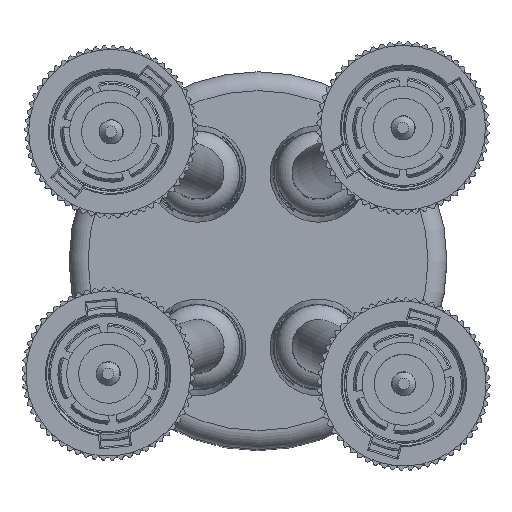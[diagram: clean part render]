
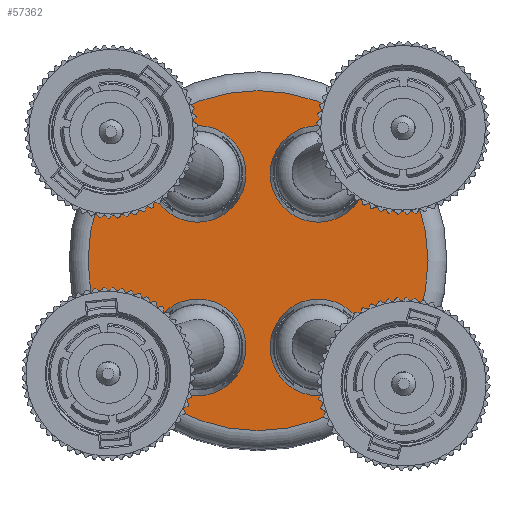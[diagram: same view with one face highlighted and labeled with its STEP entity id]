
A CAD part, top view. The second image highlights one B-rep face of the part: STEP entity #57362.
In plain terms, the highlighted planar face has unit normal (0, 0, 1).
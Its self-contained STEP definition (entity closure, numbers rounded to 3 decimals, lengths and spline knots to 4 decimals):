
#8139=FACE_BOUND('',#12167,.T.);
#8140=FACE_BOUND('',#12168,.T.);
#8141=FACE_BOUND('',#12169,.T.);
#8142=FACE_BOUND('',#12170,.T.);
#8820=FACE_OUTER_BOUND('',#12166,.T.);
#12166=EDGE_LOOP('',(#38846));
#12167=EDGE_LOOP('',(#38847));
#12168=EDGE_LOOP('',(#38848));
#12169=EDGE_LOOP('',(#38849));
#12170=EDGE_LOOP('',(#38850));
#19716=CIRCLE('',#60934,0.16);
#19718=CIRCLE('',#60937,0.16);
#19798=CIRCLE('',#61108,0.16);
#19810=CIRCLE('',#61127,0.16);
#19851=CIRCLE('',#61204,0.5625);
#23641=VERTEX_POINT('',#82676);
#23642=VERTEX_POINT('',#82681);
#23781=VERTEX_POINT('',#83150);
#23788=VERTEX_POINT('',#83183);
#23847=VERTEX_POINT('',#83366);
#28955=EDGE_CURVE('',#23641,#23641,#19716,.T.);
#28958=EDGE_CURVE('',#23642,#23642,#19718,.T.);
#29165=EDGE_CURVE('',#23781,#23781,#19798,.T.);
#29184=EDGE_CURVE('',#23788,#23788,#19810,.T.);
#29271=EDGE_CURVE('',#23847,#23847,#19851,.T.);
#38846=ORIENTED_EDGE('',*,*,#29271,.T.);
#38847=ORIENTED_EDGE('',*,*,#28955,.T.);
#38848=ORIENTED_EDGE('',*,*,#28958,.T.);
#38849=ORIENTED_EDGE('',*,*,#29165,.T.);
#38850=ORIENTED_EDGE('',*,*,#29184,.T.);
#56183=PLANE('',#61206);
#57362=ADVANCED_FACE('',(#8820,#8139,#8140,#8141,#8142),#56183,.T.);
#60934=AXIS2_PLACEMENT_3D('',#82678,#67654,#67655);
#60937=AXIS2_PLACEMENT_3D('',#82683,#67661,#67662);
#61108=AXIS2_PLACEMENT_3D('',#83152,#68114,#68115);
#61127=AXIS2_PLACEMENT_3D('',#83185,#68159,#68160);
#61204=AXIS2_PLACEMENT_3D('',#83367,#68359,#68360);
#61206=AXIS2_PLACEMENT_3D('',#83369,#68363,#68364);
#67654=DIRECTION('center_axis',(0.,0.,-1.));
#67655=DIRECTION('ref_axis',(0.,-1.,0.));
#67661=DIRECTION('center_axis',(0.,0.,-1.));
#67662=DIRECTION('ref_axis',(0.,-1.,0.));
#68114=DIRECTION('center_axis',(0.,0.,-1.));
#68115=DIRECTION('ref_axis',(0.,-1.,0.));
#68159=DIRECTION('center_axis',(0.,0.,-1.));
#68160=DIRECTION('ref_axis',(0.,-1.,0.));
#68359=DIRECTION('center_axis',(0.,0.,1.));
#68360=DIRECTION('ref_axis',(1.,0.,0.));
#68363=DIRECTION('center_axis',(0.,0.,1.));
#68364=DIRECTION('ref_axis',(1.,0.,0.));
#82676=CARTESIAN_POINT('',(0.2,-0.127,3.728));
#82678=CARTESIAN_POINT('Origin',(0.2,-0.287,3.728));
#82681=CARTESIAN_POINT('',(0.2,0.447,3.728));
#82683=CARTESIAN_POINT('Origin',(0.2,0.287,3.728));
#83150=CARTESIAN_POINT('',(-0.2,0.447,3.728));
#83152=CARTESIAN_POINT('Origin',(-0.2,0.287,3.728));
#83183=CARTESIAN_POINT('',(-0.2,-0.127,3.728));
#83185=CARTESIAN_POINT('Origin',(-0.2,-0.287,3.728));
#83366=CARTESIAN_POINT('',(-0.5625,0.,3.728));
#83367=CARTESIAN_POINT('Origin',(0.,0.,3.728));
#83369=CARTESIAN_POINT('Origin',(0.,0.,3.728));
